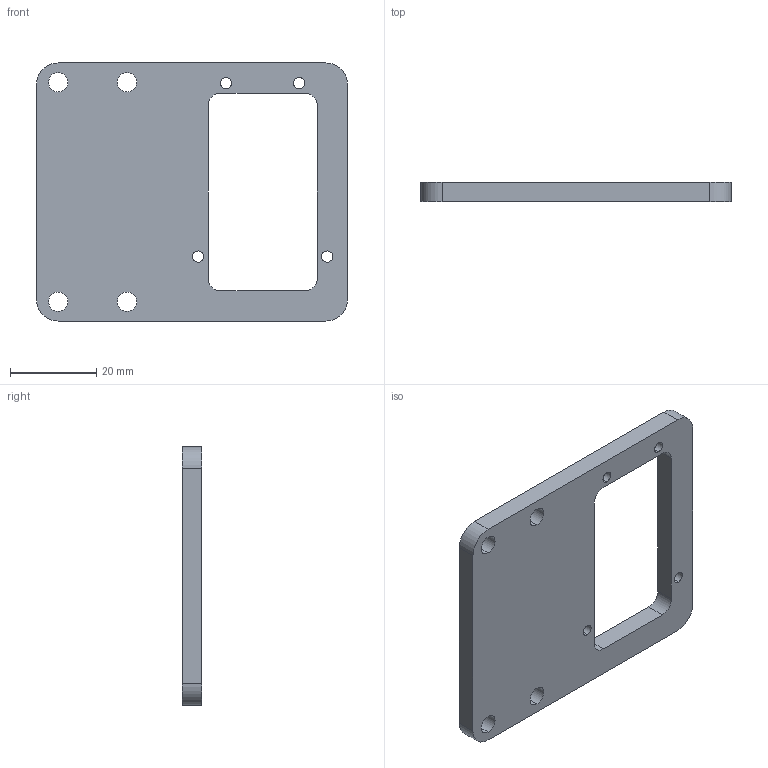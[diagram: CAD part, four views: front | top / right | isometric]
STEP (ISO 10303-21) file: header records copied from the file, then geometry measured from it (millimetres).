
FILE_DESCRIPTION (( 'STEP AP203' ), '1' );
FILE_NAME ('2018_water_pt11.STEP', '2017-10-10T13:27:10', ( '' ), ( '' ), 'SwSTEP 2.0', 'SolidWorks 2016', '' );
FILE_SCHEMA (( 'CONFIG_CONTROL_DESIGN' ));
Length unit declared in the file: millimetre
Products named in the file (1): 2018_water_pt11
Bounding box: 72.25 x 4.5 x 60 mm (x, y, z)
Volume: 13805.2 mm3; surface area: 8308.1 mm2
Topology: 1 solids, 1 shells, 34 faces, 96 edges, 64 vertices
Faces by surface type: cylinder 24, plane 10
Entity records: 1241 total; most frequent: DIRECTION 214, CARTESIAN_POINT 195, ORIENTED_EDGE 192, EDGE_CURVE 96, AXIS2_PLACEMENT_3D 83, VERTEX_POINT 64, EDGE_LOOP 52, VECTOR 48
